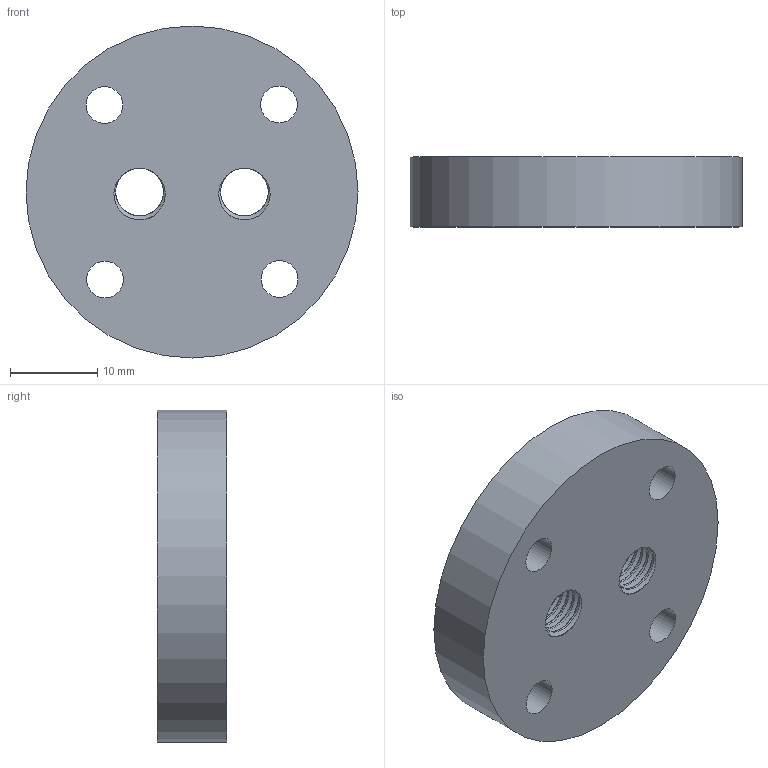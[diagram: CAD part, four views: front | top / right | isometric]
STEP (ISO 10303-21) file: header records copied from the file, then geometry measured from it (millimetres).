
FILE_DESCRIPTION(/* description */ (''),/* implementation_level */ '2;1');
FILE_NAME(/* name */ 'MPS_top_holder.step',/* time_stamp */ '2023-08-03T10:38:00+02:00',/* author */ (''),/* organization */ (''),/* preprocessor_version */ 'ST-DEVELOPER v20',/* originating_system */ 'Autodesk Translation Framework v12.9.0.99',/* authorisation */ '');
FILE_SCHEMA (('AUTOMOTIVE_DESIGN { 1 0 10303 214 3 1 1 }'));
Length unit declared in the file: millimetre
Products named in the file (2): MPS_HH_drawing_02_FINAL; top_holder
Assembly tree (1 placements, depth 2):
  MPS_HH_drawing_02_FINAL
    top_holder
Bounding box: 38 x 8 x 38 mm (x, y, z)
Volume: 7746.6 mm3; surface area: 4043 mm2
Topology: 1 solids, 1 shells, 59 faces, 159 edges, 106 vertices
Faces by surface type: cylinder 49, plane 6, bspline 4
Full cylindrical faces by diameter (mm): 4.2 x4, 5.474 x6, 6.35 x10, 7.3 x4, 38 x1
Entity records: 4436 total; most frequent: CARTESIAN_POINT 3029, ORIENTED_EDGE 318, DIRECTION 217, EDGE_CURVE 159, VERTEX_POINT 106, B_SPLINE_CURVE_WITH_KNOTS 86, AXIS2_PLACEMENT_3D 86, EDGE_LOOP 75
